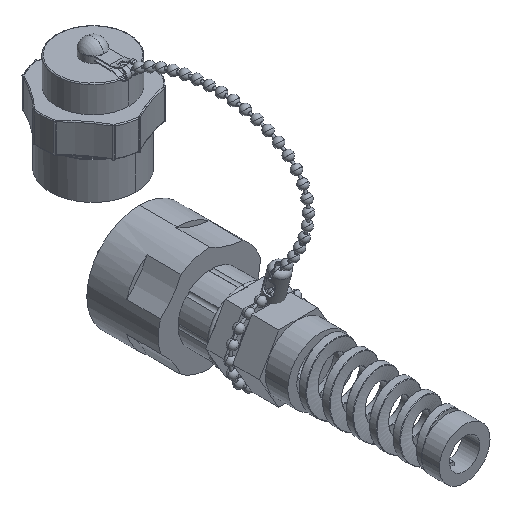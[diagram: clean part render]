
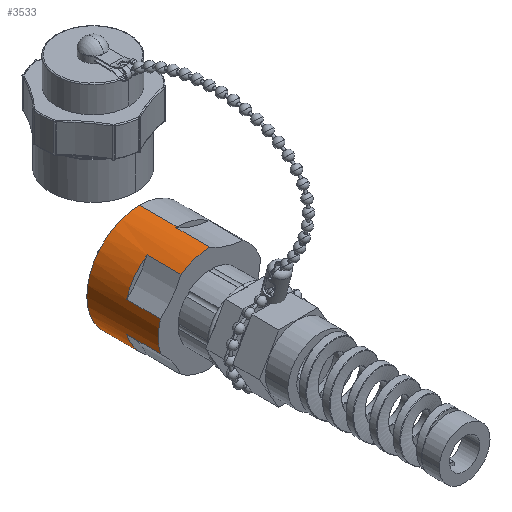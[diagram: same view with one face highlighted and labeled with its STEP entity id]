
A CAD part, isometric view. The second image highlights one B-rep face of the part: STEP entity #3533.
In plain terms, the highlighted cylindrical face has radius 14.986 mm (diameter 29.972 mm), a partial arc.
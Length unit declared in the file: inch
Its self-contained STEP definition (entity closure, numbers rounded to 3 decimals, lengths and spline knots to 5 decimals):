
#89 = ORIENTED_EDGE ( 'NONE', *, *, #28872, .F. ) ;
#353 = AXIS2_PLACEMENT_3D ( 'NONE', #9113, #25956, #2008 ) ;
#628 = VERTEX_POINT ( 'NONE', #15238 ) ;
#701 = LINE ( 'NONE', #17515, #25781 ) ;
#732 = AXIS2_PLACEMENT_3D ( 'NONE', #16217, #26509, #28589 ) ;
#832 = CARTESIAN_POINT ( 'NONE',  ( -0.01373, 1.495, -0.58984 ) ) ;
#1021 = EDGE_CURVE ( 'NONE', #25427, #23356, #19391, .T. ) ;
#1778 = EDGE_CURVE ( 'NONE', #628, #11875, #4288, .T. ) ;
#1795 = ORIENTED_EDGE ( 'NONE', *, *, #11124, .F. ) ;
#2008 = DIRECTION ( 'NONE',  ( 0., 0., 1. ) ) ;
#2107 = DIRECTION ( 'NONE',  ( 0., 1., 0. ) ) ;
#2161 = ORIENTED_EDGE ( 'NONE', *, *, #11585, .T. ) ;
#2257 = EDGE_CURVE ( 'NONE', #11875, #17709, #25456, .T. ) ;
#2310 = ORIENTED_EDGE ( 'NONE', *, *, #14432, .T. ) ;
#2714 = CARTESIAN_POINT ( 'NONE',  ( -0.01373, 1.495, 0.58984 ) ) ;
#2959 = CARTESIAN_POINT ( 'NONE',  ( -0.33559, 1.495, -0.48526 ) ) ;
#3384 = DIRECTION ( 'NONE',  ( 0., -1., 0. ) ) ;
#3533 = ADVANCED_FACE ( 'NONE', ( #12706 ), #22412, .T. ) ;
#3575 = VECTOR ( 'NONE', #25923, 39.37008 ) ;
#3629 = ORIENTED_EDGE ( 'NONE', *, *, #14463, .F. ) ;
#4288 = LINE ( 'NONE', #18863, #30007 ) ;
#5105 = DIRECTION ( 'NONE',  ( 0., 0., 1. ) ) ;
#5213 = CARTESIAN_POINT ( 'NONE',  ( -0.01373, 1.115, -0.58984 ) ) ;
#5482 = CARTESIAN_POINT ( 'NONE',  ( 0., 1.915, 0. ) ) ;
#6274 = VERTEX_POINT ( 'NONE', #27504 ) ;
#6408 = CARTESIAN_POINT ( 'NONE',  ( 0., 1.915, -0.59 ) ) ;
#7282 = DIRECTION ( 'NONE',  ( 0., -1., 0. ) ) ;
#7485 = CARTESIAN_POINT ( 'NONE',  ( -0.33559, 1.495, -0.48526 ) ) ;
#7526 = ORIENTED_EDGE ( 'NONE', *, *, #19672, .F. ) ;
#7694 = AXIS2_PLACEMENT_3D ( 'NONE', #10324, #20009, #17944 ) ;
#7845 = AXIS2_PLACEMENT_3D ( 'NONE', #23729, #8787, #16437 ) ;
#7903 = ORIENTED_EDGE ( 'NONE', *, *, #2257, .T. ) ;
#7918 = EDGE_LOOP ( 'NONE', ( #18789, #13648, #23930, #89, #17199, #2310, #1795, #24282, #2161, #11172, #7526, #9112, #10123, #7903, #29632, #3629 ) ) ;
#8097 = VECTOR ( 'NONE', #17647, 39.37008 ) ;
#8389 = DIRECTION ( 'NONE',  ( 0., -1., 0. ) ) ;
#8436 = AXIS2_PLACEMENT_3D ( 'NONE', #16450, #13577, #13736 ) ;
#8543 = DIRECTION ( 'NONE',  ( 0., 0., -1. ) ) ;
#8787 = DIRECTION ( 'NONE',  ( 0., -1., 0. ) ) ;
#9083 = LINE ( 'NONE', #6408, #3575 ) ;
#9112 = ORIENTED_EDGE ( 'NONE', *, *, #9354, .F. ) ;
#9113 = CARTESIAN_POINT ( 'NONE',  ( 0., 1.115, 0. ) ) ;
#9351 = CIRCLE ( 'NONE', #7845, 0.59 ) ;
#9354 = EDGE_CURVE ( 'NONE', #628, #10777, #30259, .T. ) ;
#9711 = CARTESIAN_POINT ( 'NONE',  ( 0., 1.915, 0.59 ) ) ;
#10049 = LINE ( 'NONE', #24975, #12062 ) ;
#10123 = ORIENTED_EDGE ( 'NONE', *, *, #1778, .T. ) ;
#10324 = CARTESIAN_POINT ( 'NONE',  ( 0., 1.915, 0. ) ) ;
#10586 = CARTESIAN_POINT ( 'NONE',  ( -0.01373, 1.115, 0.58984 ) ) ;
#10653 = CARTESIAN_POINT ( 'NONE',  ( 0., 1.915, -0.59 ) ) ;
#10668 = CARTESIAN_POINT ( 'NONE',  ( -0.33559, 1.115, 0.48526 ) ) ;
#10777 = VERTEX_POINT ( 'NONE', #12613 ) ;
#10801 = VECTOR ( 'NONE', #12219, 39.37008 ) ;
#11124 = EDGE_CURVE ( 'NONE', #29368, #19116, #29394, .T. ) ;
#11172 = ORIENTED_EDGE ( 'NONE', *, *, #27350, .T. ) ;
#11303 = CARTESIAN_POINT ( 'NONE',  ( 0., 1.495, 0.59 ) ) ;
#11585 = EDGE_CURVE ( 'NONE', #17932, #28995, #701, .T. ) ;
#11761 = CIRCLE ( 'NONE', #15848, 0.59 ) ;
#11875 = VERTEX_POINT ( 'NONE', #10668 ) ;
#12062 = VECTOR ( 'NONE', #29755, 39.37008 ) ;
#12219 = DIRECTION ( 'NONE',  ( 0., -1., 0. ) ) ;
#12287 = AXIS2_PLACEMENT_3D ( 'NONE', #23853, #2107, #5105 ) ;
#12613 = CARTESIAN_POINT ( 'NONE',  ( -0.56521, 1.495, 0.16921 ) ) ;
#12706 = FACE_OUTER_BOUND ( 'NONE', #7918, .T. ) ;
#13010 = DIRECTION ( 'NONE',  ( 0., 1., 0. ) ) ;
#13577 = DIRECTION ( 'NONE',  ( 0., -1., 0. ) ) ;
#13648 = ORIENTED_EDGE ( 'NONE', *, *, #27067, .F. ) ;
#13736 = DIRECTION ( 'NONE',  ( 0., 0., -1. ) ) ;
#13955 = VERTEX_POINT ( 'NONE', #19463 ) ;
#14029 = CIRCLE ( 'NONE', #353, 0.59 ) ;
#14432 = EDGE_CURVE ( 'NONE', #21358, #19116, #14029, .T. ) ;
#14463 = EDGE_CURVE ( 'NONE', #23356, #28389, #22152, .T. ) ;
#14655 = CARTESIAN_POINT ( 'NONE',  ( -0.01373, 1.495, -0.58984 ) ) ;
#14907 = CIRCLE ( 'NONE', #732, 0.59 ) ;
#15167 = DIRECTION ( 'NONE',  ( 0., 1., 0. ) ) ;
#15238 = CARTESIAN_POINT ( 'NONE',  ( -0.33559, 1.495, 0.48526 ) ) ;
#15414 = CARTESIAN_POINT ( 'NONE',  ( 0., 1.115, 0. ) ) ;
#15582 = AXIS2_PLACEMENT_3D ( 'NONE', #30163, #8389, #8543 ) ;
#15848 = AXIS2_PLACEMENT_3D ( 'NONE', #5482, #15167, #24838 ) ;
#16217 = CARTESIAN_POINT ( 'NONE',  ( 0., 1.495, 0. ) ) ;
#16437 = DIRECTION ( 'NONE',  ( 0., 0., -1. ) ) ;
#16450 = CARTESIAN_POINT ( 'NONE',  ( 0., 1.495, 0. ) ) ;
#16868 = VERTEX_POINT ( 'NONE', #10653 ) ;
#17030 = CARTESIAN_POINT ( 'NONE',  ( 0., 1.915, 0.59 ) ) ;
#17199 = ORIENTED_EDGE ( 'NONE', *, *, #25453, .T. ) ;
#17515 = CARTESIAN_POINT ( 'NONE',  ( -0.56521, 1.495, -0.16921 ) ) ;
#17647 = DIRECTION ( 'NONE',  ( 0., -1., 0. ) ) ;
#17709 = VERTEX_POINT ( 'NONE', #10586 ) ;
#17932 = VERTEX_POINT ( 'NONE', #18395 ) ;
#17944 = DIRECTION ( 'NONE',  ( 0., 0., -1. ) ) ;
#18395 = CARTESIAN_POINT ( 'NONE',  ( -0.56521, 1.495, -0.16921 ) ) ;
#18789 = ORIENTED_EDGE ( 'NONE', *, *, #1021, .F. ) ;
#18863 = CARTESIAN_POINT ( 'NONE',  ( -0.33559, 1.495, 0.48526 ) ) ;
#19059 = EDGE_CURVE ( 'NONE', #17932, #29368, #9351, .T. ) ;
#19116 = VERTEX_POINT ( 'NONE', #22745 ) ;
#19391 = LINE ( 'NONE', #17030, #8097 ) ;
#19463 = CARTESIAN_POINT ( 'NONE',  ( 0., 1.495, -0.59 ) ) ;
#19576 = DIRECTION ( 'NONE',  ( 0., -1., 0. ) ) ;
#19672 = EDGE_CURVE ( 'NONE', #10777, #6274, #10049, .T. ) ;
#19865 = LINE ( 'NONE', #14655, #25493 ) ;
#20009 = DIRECTION ( 'NONE',  ( 0., -1., 0. ) ) ;
#20400 = VECTOR ( 'NONE', #3384, 39.37008 ) ;
#21358 = VERTEX_POINT ( 'NONE', #5213 ) ;
#21939 = CIRCLE ( 'NONE', #12287, 0.59 ) ;
#22152 = CIRCLE ( 'NONE', #8436, 0.59 ) ;
#22185 = EDGE_CURVE ( 'NONE', #16868, #13955, #9083, .T. ) ;
#22412 = CYLINDRICAL_SURFACE ( 'NONE', #7694, 0.59 ) ;
#22429 = AXIS2_PLACEMENT_3D ( 'NONE', #15414, #13010, #22706 ) ;
#22706 = DIRECTION ( 'NONE',  ( 0., 0., 1. ) ) ;
#22745 = CARTESIAN_POINT ( 'NONE',  ( -0.33559, 1.115, -0.48526 ) ) ;
#23356 = VERTEX_POINT ( 'NONE', #11303 ) ;
#23729 = CARTESIAN_POINT ( 'NONE',  ( 0., 1.495, 0. ) ) ;
#23853 = CARTESIAN_POINT ( 'NONE',  ( 0., 1.115, 0. ) ) ;
#23930 = ORIENTED_EDGE ( 'NONE', *, *, #22185, .T. ) ;
#24282 = ORIENTED_EDGE ( 'NONE', *, *, #19059, .F. ) ;
#24838 = DIRECTION ( 'NONE',  ( 0., 0., 1. ) ) ;
#24975 = CARTESIAN_POINT ( 'NONE',  ( -0.56521, 1.495, 0.16921 ) ) ;
#25427 = VERTEX_POINT ( 'NONE', #9711 ) ;
#25453 = EDGE_CURVE ( 'NONE', #25563, #21358, #19865, .T. ) ;
#25456 = CIRCLE ( 'NONE', #22429, 0.59 ) ;
#25493 = VECTOR ( 'NONE', #26881, 39.37008 ) ;
#25563 = VERTEX_POINT ( 'NONE', #832 ) ;
#25622 = EDGE_CURVE ( 'NONE', #28389, #17709, #27811, .T. ) ;
#25781 = VECTOR ( 'NONE', #19576, 39.37008 ) ;
#25923 = DIRECTION ( 'NONE',  ( 0., -1., 0. ) ) ;
#25956 = DIRECTION ( 'NONE',  ( 0., 1., 0. ) ) ;
#26509 = DIRECTION ( 'NONE',  ( 0., -1., 0. ) ) ;
#26881 = DIRECTION ( 'NONE',  ( 0., -1., 0. ) ) ;
#27067 = EDGE_CURVE ( 'NONE', #16868, #25427, #11761, .T. ) ;
#27138 = CARTESIAN_POINT ( 'NONE',  ( -0.56521, 1.115, -0.16921 ) ) ;
#27350 = EDGE_CURVE ( 'NONE', #28995, #6274, #21939, .T. ) ;
#27504 = CARTESIAN_POINT ( 'NONE',  ( -0.56521, 1.115, 0.16921 ) ) ;
#27811 = LINE ( 'NONE', #27967, #20400 ) ;
#27967 = CARTESIAN_POINT ( 'NONE',  ( -0.01373, 1.495, 0.58984 ) ) ;
#28389 = VERTEX_POINT ( 'NONE', #2714 ) ;
#28589 = DIRECTION ( 'NONE',  ( 0., 0., -1. ) ) ;
#28872 = EDGE_CURVE ( 'NONE', #25563, #13955, #14907, .T. ) ;
#28995 = VERTEX_POINT ( 'NONE', #27138 ) ;
#29368 = VERTEX_POINT ( 'NONE', #2959 ) ;
#29394 = LINE ( 'NONE', #7485, #10801 ) ;
#29632 = ORIENTED_EDGE ( 'NONE', *, *, #25622, .F. ) ;
#29755 = DIRECTION ( 'NONE',  ( 0., -1., 0. ) ) ;
#30007 = VECTOR ( 'NONE', #7282, 39.37008 ) ;
#30163 = CARTESIAN_POINT ( 'NONE',  ( 0., 1.495, 0. ) ) ;
#30259 = CIRCLE ( 'NONE', #15582, 0.59 ) ;
